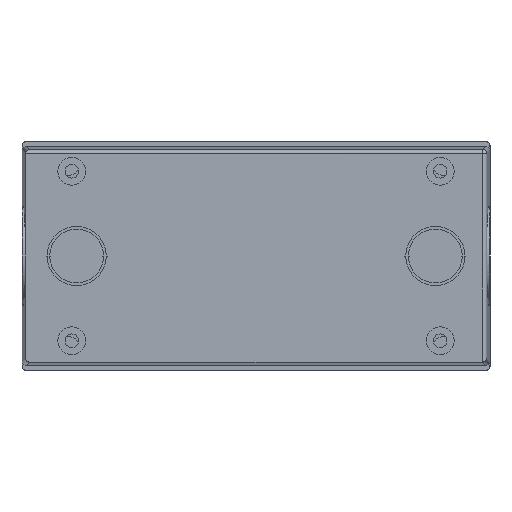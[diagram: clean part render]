
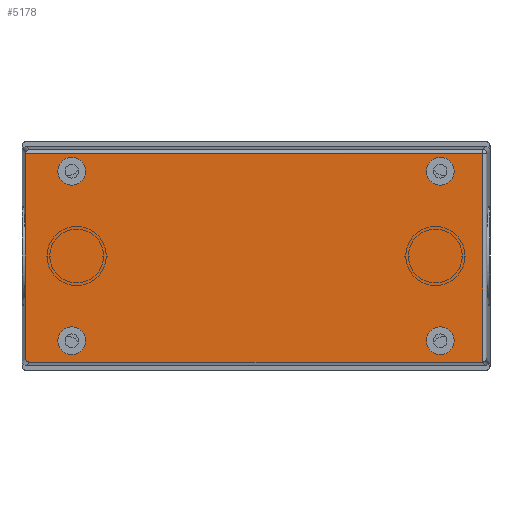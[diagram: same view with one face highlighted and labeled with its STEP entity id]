
A CAD part, front view. The second image highlights one B-rep face of the part: STEP entity #5178.
In plain terms, the highlighted planar face has unit normal (0, -1, 0).
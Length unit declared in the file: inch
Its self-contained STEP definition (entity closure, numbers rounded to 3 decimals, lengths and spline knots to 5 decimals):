
#1=DIRECTION('',(-1.,0.,0.));
#2=VECTOR('',#1,6.63062);
#3=CARTESIAN_POINT('',(3.31531,0.,-1.55346));
#4=LINE('',#3,#2);
#5=DIRECTION('',(0.,0.,1.));
#6=VECTOR('',#5,2.98889);
#7=CARTESIAN_POINT('',(-3.37433,0.,-1.49444));
#8=LINE('',#7,#6);
#9=CARTESIAN_POINT('',(-2.69685,0.,1.24016));
#10=DIRECTION('',(0.,-1.,0.));
#11=DIRECTION('',(0.,0.,1.));
#12=AXIS2_PLACEMENT_3D('',#9,#10,#11);
#14=CARTESIAN_POINT('',(-2.69685,0.,1.24016));
#15=DIRECTION('',(0.,-1.,0.));
#16=DIRECTION('',(0.,0.,-1.));
#17=AXIS2_PLACEMENT_3D('',#14,#15,#16);
#19=CARTESIAN_POINT('',(2.69685,0.,1.24016));
#20=DIRECTION('',(0.,1.,0.));
#21=DIRECTION('',(0.,0.,1.));
#22=AXIS2_PLACEMENT_3D('',#19,#20,#21);
#24=CARTESIAN_POINT('',(2.69685,0.,1.24016));
#25=DIRECTION('',(0.,1.,0.));
#26=DIRECTION('',(0.,0.,-1.));
#27=AXIS2_PLACEMENT_3D('',#24,#25,#26);
#29=CARTESIAN_POINT('',(-2.69685,0.,-1.24016));
#30=DIRECTION('',(0.,1.,0.));
#31=DIRECTION('',(0.,0.,-1.));
#32=AXIS2_PLACEMENT_3D('',#29,#30,#31);
#34=CARTESIAN_POINT('',(-2.69685,0.,-1.24016));
#35=DIRECTION('',(0.,1.,0.));
#36=DIRECTION('',(0.,0.,1.));
#37=AXIS2_PLACEMENT_3D('',#34,#35,#36);
#39=CARTESIAN_POINT('',(2.69685,0.,-1.24016));
#40=DIRECTION('',(0.,-1.,0.));
#41=DIRECTION('',(0.,0.,-1.));
#42=AXIS2_PLACEMENT_3D('',#39,#40,#41);
#44=CARTESIAN_POINT('',(2.69685,0.,-1.24016));
#45=DIRECTION('',(0.,-1.,0.));
#46=DIRECTION('',(0.,0.,1.));
#47=AXIS2_PLACEMENT_3D('',#44,#45,#46);
#49=DIRECTION('',(0.,0.,-1.));
#50=VECTOR('',#49,3.04986);
#51=CARTESIAN_POINT('',(3.3173,0.,1.49643));
#52=LINE('',#51,#50);
#72=DIRECTION('',(1.,0.,0.));
#73=VECTOR('',#72,6.69159);
#74=CARTESIAN_POINT('',(-3.37429,0.,1.49643));
#75=LINE('',#74,#73);
#93=CARTESIAN_POINT('',(-3.37429,0.,1.49643));
#94=CARTESIAN_POINT('',(-3.37432,0.,1.49577));
#95=CARTESIAN_POINT('',(-3.37433,0.,1.49511));
#96=CARTESIAN_POINT('',(-3.37433,0.,1.49444));
#3512=CARTESIAN_POINT('',(-3.37433,0.,-1.49444));
#3513=CARTESIAN_POINT('',(-3.37433,0.,-1.51412));
#3514=CARTESIAN_POINT('',(-3.35944,0.,-1.53857));
#3515=CARTESIAN_POINT('',(-3.33498,0.,-1.55346));
#3516=CARTESIAN_POINT('',(-3.31531,0.,-1.55346));
#3532=CARTESIAN_POINT('',(3.3173,0.,-1.55343));
#3533=CARTESIAN_POINT('',(3.31664,0.,-1.55345));
#3534=CARTESIAN_POINT('',(3.31597,0.,-1.55346));
#3535=CARTESIAN_POINT('',(3.31531,0.,-1.55346));
#4445=CARTESIAN_POINT('',(-3.37429,0.,1.49643));
#4446=CARTESIAN_POINT('',(3.3173,0.,1.49643));
#4447=VERTEX_POINT('',#4445);
#4448=VERTEX_POINT('',#4446);
#4453=CARTESIAN_POINT('',(-3.37433,0.,1.49444));
#4455=VERTEX_POINT('',#4453);
#4481=CARTESIAN_POINT('',(-3.37433,0.,-1.49444));
#4483=VERTEX_POINT('',#4481);
#4485=CARTESIAN_POINT('',(-3.31531,0.,-1.55346));
#4487=VERTEX_POINT('',#4485);
#4489=CARTESIAN_POINT('',(3.3173,0.,-1.55343));
#4490=VERTEX_POINT('',#4489);
#4493=CARTESIAN_POINT('',(3.31531,0.,-1.55346));
#4495=VERTEX_POINT('',#4493);
#5045=CARTESIAN_POINT('',(-2.69685,0.,1.44328));
#5046=CARTESIAN_POINT('',(-2.69685,0.,1.03703));
#5047=VERTEX_POINT('',#5045);
#5048=VERTEX_POINT('',#5046);
#5057=CARTESIAN_POINT('',(2.69685,0.,1.44328));
#5058=CARTESIAN_POINT('',(2.69685,0.,1.03703));
#5059=VERTEX_POINT('',#5057);
#5060=VERTEX_POINT('',#5058);
#5069=CARTESIAN_POINT('',(-2.69685,0.,-1.44328));
#5070=CARTESIAN_POINT('',(-2.69685,0.,-1.03703));
#5071=VERTEX_POINT('',#5069);
#5072=VERTEX_POINT('',#5070);
#5081=CARTESIAN_POINT('',(2.69685,0.,-1.44328));
#5082=CARTESIAN_POINT('',(2.69685,0.,-1.03703));
#5083=VERTEX_POINT('',#5081);
#5084=VERTEX_POINT('',#5082);
#5133=CARTESIAN_POINT('',(0.,0.,0.));
#5134=DIRECTION('',(0.,1.,0.));
#5135=DIRECTION('',(-1.,0.,0.));
#5136=AXIS2_PLACEMENT_3D('',#5133,#5134,#5135);
#5137=PLANE('',#5136);
#5139=ORIENTED_EDGE('',*,*,#5138,.T.);
#5141=ORIENTED_EDGE('',*,*,#5140,.T.);
#5143=ORIENTED_EDGE('',*,*,#5142,.T.);
#5145=ORIENTED_EDGE('',*,*,#5144,.F.);
#5147=ORIENTED_EDGE('',*,*,#5146,.T.);
#5149=ORIENTED_EDGE('',*,*,#5148,.F.);
#5151=ORIENTED_EDGE('',*,*,#5150,.T.);
#5152=EDGE_LOOP('',(#5139,#5141,#5143,#5145,#5147,#5149,#5151));
#5153=FACE_OUTER_BOUND('',#5152,.F.);
#5155=ORIENTED_EDGE('',*,*,#5154,.T.);
#5157=ORIENTED_EDGE('',*,*,#5156,.T.);
#5158=EDGE_LOOP('',(#5155,#5157));
#5159=FACE_BOUND('',#5158,.F.);
#5161=ORIENTED_EDGE('',*,*,#5160,.F.);
#5163=ORIENTED_EDGE('',*,*,#5162,.F.);
#5164=EDGE_LOOP('',(#5161,#5163));
#5165=FACE_BOUND('',#5164,.F.);
#5167=ORIENTED_EDGE('',*,*,#5166,.F.);
#5169=ORIENTED_EDGE('',*,*,#5168,.F.);
#5170=EDGE_LOOP('',(#5167,#5169));
#5171=FACE_BOUND('',#5170,.F.);
#5173=ORIENTED_EDGE('',*,*,#5172,.T.);
#5175=ORIENTED_EDGE('',*,*,#5174,.T.);
#5176=EDGE_LOOP('',(#5173,#5175));
#5177=FACE_BOUND('',#5176,.F.);
#5178=ADVANCED_FACE('',(#5153,#5159,#5165,#5171,#5177),#5137,.F.);
#13=CIRCLE('',#12,0.20313);
#18=CIRCLE('',#17,0.20313);
#23=CIRCLE('',#22,0.20313);
#28=CIRCLE('',#27,0.20313);
#33=CIRCLE('',#32,0.20313);
#38=CIRCLE('',#37,0.20313);
#43=CIRCLE('',#42,0.20313);
#48=CIRCLE('',#47,0.20313);
#97=B_SPLINE_CURVE_WITH_KNOTS('',3,(#93,#94,#95,#96),.UNSPECIFIED.,.F.,.F.,(4,
4),(0.,1.),.UNSPECIFIED.);
#3517=B_SPLINE_CURVE_WITH_KNOTS('',3,(#3512,#3513,#3514,#3515,#3516),
.UNSPECIFIED.,.F.,.F.,(4,1,4),(0.,0.5,1.),.UNSPECIFIED.);
#3536=B_SPLINE_CURVE_WITH_KNOTS('',3,(#3532,#3533,#3534,#3535),.UNSPECIFIED.,
.F.,.F.,(4,4),(0.,1.),.UNSPECIFIED.);
#5138=EDGE_CURVE('',#4448,#4490,#52,.T.);
#5140=EDGE_CURVE('',#4490,#4495,#3536,.T.);
#5142=EDGE_CURVE('',#4495,#4487,#4,.T.);
#5144=EDGE_CURVE('',#4483,#4487,#3517,.T.);
#5146=EDGE_CURVE('',#4483,#4455,#8,.T.);
#5148=EDGE_CURVE('',#4447,#4455,#97,.T.);
#5150=EDGE_CURVE('',#4447,#4448,#75,.T.);
#5154=EDGE_CURVE('',#5047,#5048,#13,.T.);
#5156=EDGE_CURVE('',#5048,#5047,#18,.T.);
#5160=EDGE_CURVE('',#5059,#5060,#23,.T.);
#5162=EDGE_CURVE('',#5060,#5059,#28,.T.);
#5166=EDGE_CURVE('',#5071,#5072,#33,.T.);
#5168=EDGE_CURVE('',#5072,#5071,#38,.T.);
#5172=EDGE_CURVE('',#5083,#5084,#43,.T.);
#5174=EDGE_CURVE('',#5084,#5083,#48,.T.);
